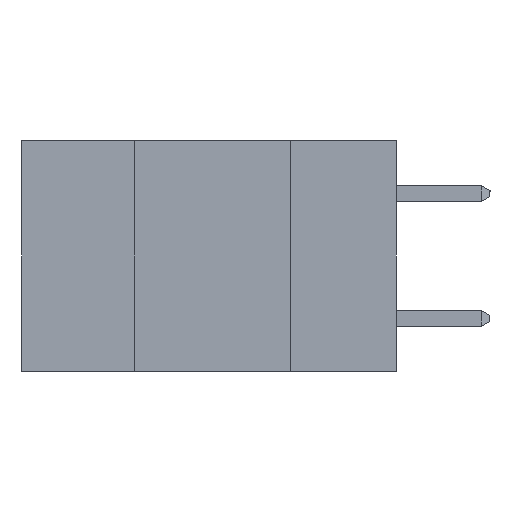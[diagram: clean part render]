
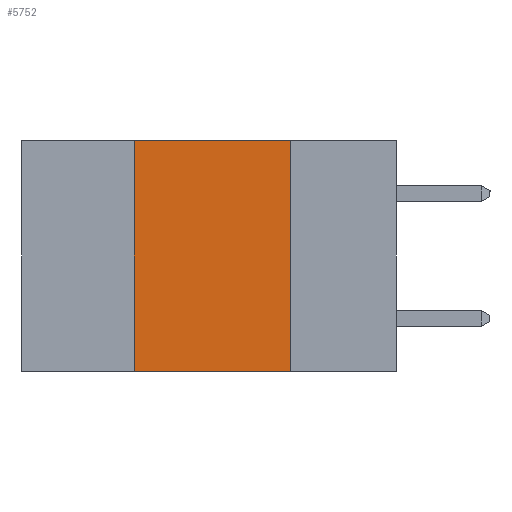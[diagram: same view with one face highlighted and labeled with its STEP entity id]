
A CAD part, left-side view. The second image highlights one B-rep face of the part: STEP entity #5752.
In plain terms, the highlighted planar face has unit normal (-1, 0, 0).
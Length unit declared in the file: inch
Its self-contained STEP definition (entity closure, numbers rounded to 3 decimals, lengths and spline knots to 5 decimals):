
#86 = VECTOR ( 'NONE', #5641, 39.37008 ) ;
#292 = CARTESIAN_POINT ( 'NONE',  ( 0., 0.6, 0. ) ) ;
#395 = VERTEX_POINT ( 'NONE', #8540 ) ;
#935 = CARTESIAN_POINT ( 'NONE',  ( 0., 0.17, -0.37 ) ) ;
#1085 = ORIENTED_EDGE ( 'NONE', *, *, #5718, .T. ) ;
#1806 = VECTOR ( 'NONE', #11520, 39.37008 ) ;
#2000 = CARTESIAN_POINT ( 'NONE',  ( 0., 0.42, -0.37 ) ) ;
#2355 = EDGE_LOOP ( 'NONE', ( #15172, #7634, #6214, #1085 ) ) ;
#3447 = VERTEX_POINT ( 'NONE', #9909 ) ;
#3471 = LINE ( 'NONE', #14205, #14298 ) ;
#3513 = AXIS2_PLACEMENT_3D ( 'NONE', #292, #7666, #3873 ) ;
#3873 = DIRECTION ( 'NONE',  ( 0., 0., -1. ) ) ;
#5160 = FACE_OUTER_BOUND ( 'NONE', #2355, .T. ) ;
#5350 = VERTEX_POINT ( 'NONE', #8761 ) ;
#5641 = DIRECTION ( 'NONE',  ( 0., 0., -1. ) ) ;
#5718 = EDGE_CURVE ( 'NONE', #12540, #3447, #6172, .T. ) ;
#5752 = ADVANCED_FACE ( 'NONE', ( #5160 ), #8841, .F. ) ;
#6172 = LINE ( 'NONE', #14443, #9472 ) ;
#6214 = ORIENTED_EDGE ( 'NONE', *, *, #12022, .F. ) ;
#6719 = LINE ( 'NONE', #935, #86 ) ;
#7435 = EDGE_CURVE ( 'NONE', #5350, #3447, #6719, .T. ) ;
#7634 = ORIENTED_EDGE ( 'NONE', *, *, #7678, .F. ) ;
#7666 = DIRECTION ( 'NONE',  ( 1., 0., 0. ) ) ;
#7678 = EDGE_CURVE ( 'NONE', #395, #5350, #13798, .T. ) ;
#7865 = CARTESIAN_POINT ( 'NONE',  ( 0., 0.6, 0. ) ) ;
#8540 = CARTESIAN_POINT ( 'NONE',  ( 0., 0.42, 0. ) ) ;
#8693 = DIRECTION ( 'NONE',  ( 0., -1., 0. ) ) ;
#8761 = CARTESIAN_POINT ( 'NONE',  ( 0., 0.17, 0. ) ) ;
#8841 = PLANE ( 'NONE',  #3513 ) ;
#9383 = DIRECTION ( 'NONE',  ( 0., 0., 1. ) ) ;
#9472 = VECTOR ( 'NONE', #8693, 39.37008 ) ;
#9909 = CARTESIAN_POINT ( 'NONE',  ( 0., 0.17, -0.37 ) ) ;
#11520 = DIRECTION ( 'NONE',  ( 0., -1., 0. ) ) ;
#12022 = EDGE_CURVE ( 'NONE', #12540, #395, #3471, .T. ) ;
#12540 = VERTEX_POINT ( 'NONE', #2000 ) ;
#13798 = LINE ( 'NONE', #7865, #1806 ) ;
#14205 = CARTESIAN_POINT ( 'NONE',  ( 0., 0.42, -0.37 ) ) ;
#14298 = VECTOR ( 'NONE', #9383, 39.37008 ) ;
#14443 = CARTESIAN_POINT ( 'NONE',  ( 0., 0.6, -0.37 ) ) ;
#15172 = ORIENTED_EDGE ( 'NONE', *, *, #7435, .F. ) ;
